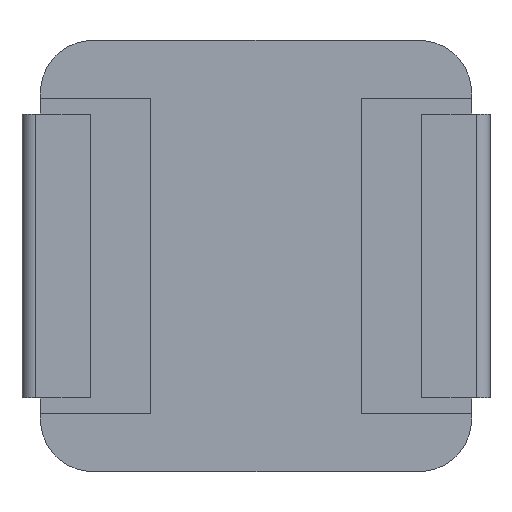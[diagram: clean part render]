
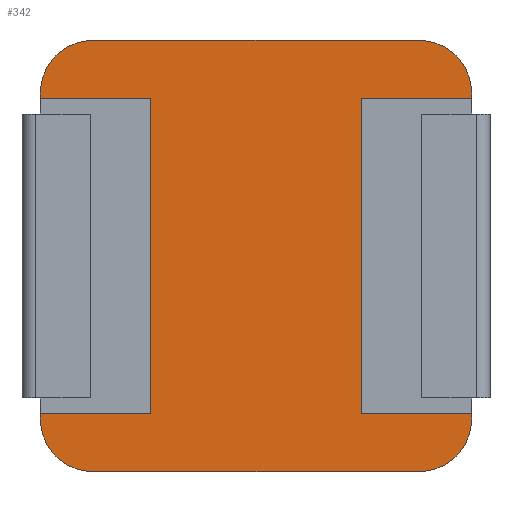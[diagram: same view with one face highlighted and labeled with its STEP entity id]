
A CAD part, front view. The second image highlights one B-rep face of the part: STEP entity #342.
In plain terms, the highlighted planar face has unit normal (0, -1, 0).
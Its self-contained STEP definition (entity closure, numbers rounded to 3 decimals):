
#143 = CARTESIAN_POINT ( 'NONE',  ( 4.1, 0., -3. ) ) ;
#216 = VERTEX_POINT ( 'NONE', #3462 ) ;
#220 = EDGE_CURVE ( 'NONE', #3847, #216, #2735, .T. ) ;
#234 = VECTOR ( 'NONE', #1874, 1000. ) ;
#311 = DIRECTION ( 'NONE',  ( 0., -1., 0. ) ) ;
#334 = EDGE_CURVE ( 'NONE', #1699, #5863, #2486, .T. ) ;
#342 = ADVANCED_FACE ( 'NONE', ( #6033 ), #4703, .F. ) ;
#408 = LINE ( 'NONE', #463, #2306 ) ;
#436 = EDGE_CURVE ( 'NONE', #5542, #5125, #4490, .T. ) ;
#463 = CARTESIAN_POINT ( 'NONE',  ( -4.1, 0., 3. ) ) ;
#574 = DIRECTION ( 'NONE',  ( -1., 0., 0. ) ) ;
#586 = CARTESIAN_POINT ( 'NONE',  ( -4.1, 0., -4.1 ) ) ;
#611 = ORIENTED_EDGE ( 'NONE', *, *, #2701, .F. ) ;
#622 = CARTESIAN_POINT ( 'NONE',  ( -4.1, 0., 3. ) ) ;
#829 = CARTESIAN_POINT ( 'NONE',  ( -4.1, 0., -4.1 ) ) ;
#838 = ORIENTED_EDGE ( 'NONE', *, *, #6311, .T. ) ;
#846 = LINE ( 'NONE', #2410, #4461 ) ;
#951 = VECTOR ( 'NONE', #574, 1000. ) ;
#960 = CARTESIAN_POINT ( 'NONE',  ( 2., 0., 3. ) ) ;
#1012 = ORIENTED_EDGE ( 'NONE', *, *, #1763, .T. ) ;
#1055 = EDGE_CURVE ( 'NONE', #2751, #6242, #2807, .T. ) ;
#1084 = AXIS2_PLACEMENT_3D ( 'NONE', #1938, #1847, #5897 ) ;
#1114 = DIRECTION ( 'NONE',  ( 0., 0., -1. ) ) ;
#1141 = DIRECTION ( 'NONE',  ( -1., 0., 0. ) ) ;
#1175 = VERTEX_POINT ( 'NONE', #1986 ) ;
#1238 = ORIENTED_EDGE ( 'NONE', *, *, #3288, .F. ) ;
#1267 = CARTESIAN_POINT ( 'NONE',  ( 3.1, 0., -4.1 ) ) ;
#1278 = LINE ( 'NONE', #4027, #3549 ) ;
#1379 = DIRECTION ( 'NONE',  ( 0., 0., -1. ) ) ;
#1502 = VERTEX_POINT ( 'NONE', #3793 ) ;
#1512 = CARTESIAN_POINT ( 'NONE',  ( 2., 0., -3. ) ) ;
#1541 = EDGE_CURVE ( 'NONE', #1502, #216, #1789, .T. ) ;
#1547 = EDGE_LOOP ( 'NONE', ( #4869, #3892, #5534, #5583, #6141, #838, #611, #2294, #1941, #5528, #1238, #1012, #2798, #3520, #5062, #2550 ) ) ;
#1613 = CIRCLE ( 'NONE', #5821, 1. ) ;
#1699 = VERTEX_POINT ( 'NONE', #2882 ) ;
#1733 = CARTESIAN_POINT ( 'NONE',  ( 0., 0., 0. ) ) ;
#1763 = EDGE_CURVE ( 'NONE', #6082, #5542, #408, .T. ) ;
#1769 = DIRECTION ( 'NONE',  ( 0., 0., 1. ) ) ;
#1789 = LINE ( 'NONE', #4754, #2793 ) ;
#1792 = CARTESIAN_POINT ( 'NONE',  ( -2., 0., -3. ) ) ;
#1847 = DIRECTION ( 'NONE',  ( 0., -1., 0. ) ) ;
#1874 = DIRECTION ( 'NONE',  ( 1., 0., 0. ) ) ;
#1938 = CARTESIAN_POINT ( 'NONE',  ( -3.1, 0., -3.1 ) ) ;
#1941 = ORIENTED_EDGE ( 'NONE', *, *, #1541, .F. ) ;
#1971 = VECTOR ( 'NONE', #1379, 1000. ) ;
#1986 = CARTESIAN_POINT ( 'NONE',  ( 4.1, 0., 3. ) ) ;
#2075 = DIRECTION ( 'NONE',  ( 0., 0., 1. ) ) ;
#2130 = EDGE_CURVE ( 'NONE', #5060, #5512, #1613, .T. ) ;
#2222 = DIRECTION ( 'NONE',  ( -1., 0., 0. ) ) ;
#2294 = ORIENTED_EDGE ( 'NONE', *, *, #220, .T. ) ;
#2306 = VECTOR ( 'NONE', #3391, 1000. ) ;
#2386 = VECTOR ( 'NONE', #1141, 1000. ) ;
#2410 = CARTESIAN_POINT ( 'NONE',  ( -4.1, 0., -4.1 ) ) ;
#2476 = CARTESIAN_POINT ( 'NONE',  ( 4.1, 0., 3. ) ) ;
#2486 = LINE ( 'NONE', #143, #5650 ) ;
#2550 = ORIENTED_EDGE ( 'NONE', *, *, #1055, .T. ) ;
#2565 = CARTESIAN_POINT ( 'NONE',  ( -4.1, 0., -3. ) ) ;
#2587 = AXIS2_PLACEMENT_3D ( 'NONE', #5184, #4729, #1769 ) ;
#2607 = LINE ( 'NONE', #2565, #951 ) ;
#2680 = CARTESIAN_POINT ( 'NONE',  ( -4.1, 0., 3.1 ) ) ;
#2701 = EDGE_CURVE ( 'NONE', #3847, #1175, #3749, .T. ) ;
#2735 = CIRCLE ( 'NONE', #5588, 1. ) ;
#2751 = VERTEX_POINT ( 'NONE', #5482 ) ;
#2793 = VECTOR ( 'NONE', #5800, 1000. ) ;
#2798 = ORIENTED_EDGE ( 'NONE', *, *, #436, .T. ) ;
#2807 = CIRCLE ( 'NONE', #1084, 1. ) ;
#2840 = CARTESIAN_POINT ( 'NONE',  ( -3.1, 0., -4.1 ) ) ;
#2882 = CARTESIAN_POINT ( 'NONE',  ( 4.1, 0., -3. ) ) ;
#3204 = DIRECTION ( 'NONE',  ( 0., 0., 1. ) ) ;
#3285 = CARTESIAN_POINT ( 'NONE',  ( 3.1, 0., -3.1 ) ) ;
#3288 = EDGE_CURVE ( 'NONE', #6082, #6050, #3325, .T. ) ;
#3311 = CARTESIAN_POINT ( 'NONE',  ( -4.1, 0., -3. ) ) ;
#3319 = DIRECTION ( 'NONE',  ( 0., 0., 1. ) ) ;
#3325 = LINE ( 'NONE', #829, #6222 ) ;
#3391 = DIRECTION ( 'NONE',  ( 1., 0., 0. ) ) ;
#3398 = CARTESIAN_POINT ( 'NONE',  ( 2., 0., -3. ) ) ;
#3462 = CARTESIAN_POINT ( 'NONE',  ( 3.1, 0., 4.1 ) ) ;
#3520 = ORIENTED_EDGE ( 'NONE', *, *, #4208, .T. ) ;
#3549 = VECTOR ( 'NONE', #1114, 1000. ) ;
#3610 = LINE ( 'NONE', #3398, #3772 ) ;
#3667 = CARTESIAN_POINT ( 'NONE',  ( 4.1, 0., -3.1 ) ) ;
#3719 = CIRCLE ( 'NONE', #2587, 1. ) ;
#3749 = LINE ( 'NONE', #6363, #1971 ) ;
#3769 = CARTESIAN_POINT ( 'NONE',  ( -2., 0., -3. ) ) ;
#3772 = VECTOR ( 'NONE', #3919, 1000. ) ;
#3793 = CARTESIAN_POINT ( 'NONE',  ( -3.1, 0., 4.1 ) ) ;
#3847 = VERTEX_POINT ( 'NONE', #5804 ) ;
#3892 = ORIENTED_EDGE ( 'NONE', *, *, #2130, .T. ) ;
#3919 = DIRECTION ( 'NONE',  ( 0., 0., 1. ) ) ;
#4007 = EDGE_CURVE ( 'NONE', #5863, #4118, #3610, .T. ) ;
#4027 = CARTESIAN_POINT ( 'NONE',  ( 4.1, 0., -4.1 ) ) ;
#4118 = VERTEX_POINT ( 'NONE', #960 ) ;
#4208 = EDGE_CURVE ( 'NONE', #5125, #6229, #2607, .T. ) ;
#4255 = DIRECTION ( 'NONE',  ( 0., 0., -1. ) ) ;
#4408 = EDGE_CURVE ( 'NONE', #5060, #6242, #5627, .T. ) ;
#4461 = VECTOR ( 'NONE', #4918, 1000. ) ;
#4490 = LINE ( 'NONE', #3769, #5721 ) ;
#4647 = AXIS2_PLACEMENT_3D ( 'NONE', #1733, #6180, #3204 ) ;
#4703 = PLANE ( 'NONE',  #4647 ) ;
#4706 = EDGE_CURVE ( 'NONE', #2751, #6229, #846, .T. ) ;
#4729 = DIRECTION ( 'NONE',  ( 0., -1., 0. ) ) ;
#4754 = CARTESIAN_POINT ( 'NONE',  ( -4.1, 0., 4.1 ) ) ;
#4869 = ORIENTED_EDGE ( 'NONE', *, *, #4408, .F. ) ;
#4918 = DIRECTION ( 'NONE',  ( 0., 0., 1. ) ) ;
#4986 = LINE ( 'NONE', #2476, #234 ) ;
#5060 = VERTEX_POINT ( 'NONE', #1267 ) ;
#5062 = ORIENTED_EDGE ( 'NONE', *, *, #4706, .F. ) ;
#5093 = DIRECTION ( 'NONE',  ( 0., -1., 0. ) ) ;
#5125 = VERTEX_POINT ( 'NONE', #1792 ) ;
#5184 = CARTESIAN_POINT ( 'NONE',  ( -3.1, 0., 3.1 ) ) ;
#5210 = CARTESIAN_POINT ( 'NONE',  ( -2., 0., 3. ) ) ;
#5482 = CARTESIAN_POINT ( 'NONE',  ( -4.1, 0., -3.1 ) ) ;
#5487 = EDGE_CURVE ( 'NONE', #1502, #6050, #3719, .T. ) ;
#5512 = VERTEX_POINT ( 'NONE', #3667 ) ;
#5528 = ORIENTED_EDGE ( 'NONE', *, *, #5487, .T. ) ;
#5534 = ORIENTED_EDGE ( 'NONE', *, *, #5881, .F. ) ;
#5542 = VERTEX_POINT ( 'NONE', #5210 ) ;
#5583 = ORIENTED_EDGE ( 'NONE', *, *, #334, .T. ) ;
#5588 = AXIS2_PLACEMENT_3D ( 'NONE', #5976, #5093, #2075 ) ;
#5627 = LINE ( 'NONE', #586, #2386 ) ;
#5650 = VECTOR ( 'NONE', #2222, 1000. ) ;
#5721 = VECTOR ( 'NONE', #4255, 1000. ) ;
#5779 = DIRECTION ( 'NONE',  ( 0., 0., 1. ) ) ;
#5800 = DIRECTION ( 'NONE',  ( 1., 0., 0. ) ) ;
#5804 = CARTESIAN_POINT ( 'NONE',  ( 4.1, 0., 3.1 ) ) ;
#5821 = AXIS2_PLACEMENT_3D ( 'NONE', #3285, #311, #5779 ) ;
#5863 = VERTEX_POINT ( 'NONE', #1512 ) ;
#5881 = EDGE_CURVE ( 'NONE', #1699, #5512, #1278, .T. ) ;
#5897 = DIRECTION ( 'NONE',  ( 0., 0., 1. ) ) ;
#5976 = CARTESIAN_POINT ( 'NONE',  ( 3.1, 0., 3.1 ) ) ;
#6033 = FACE_OUTER_BOUND ( 'NONE', #1547, .T. ) ;
#6050 = VERTEX_POINT ( 'NONE', #2680 ) ;
#6082 = VERTEX_POINT ( 'NONE', #622 ) ;
#6141 = ORIENTED_EDGE ( 'NONE', *, *, #4007, .T. ) ;
#6180 = DIRECTION ( 'NONE',  ( 0., 1., 0. ) ) ;
#6222 = VECTOR ( 'NONE', #3319, 1000. ) ;
#6229 = VERTEX_POINT ( 'NONE', #3311 ) ;
#6242 = VERTEX_POINT ( 'NONE', #2840 ) ;
#6311 = EDGE_CURVE ( 'NONE', #4118, #1175, #4986, .T. ) ;
#6363 = CARTESIAN_POINT ( 'NONE',  ( 4.1, 0., -4.1 ) ) ;
